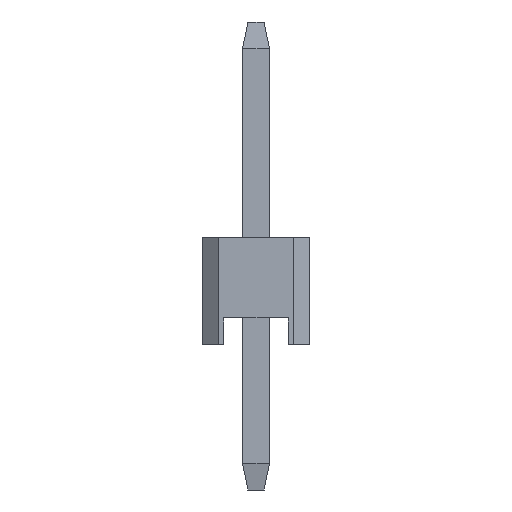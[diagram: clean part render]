
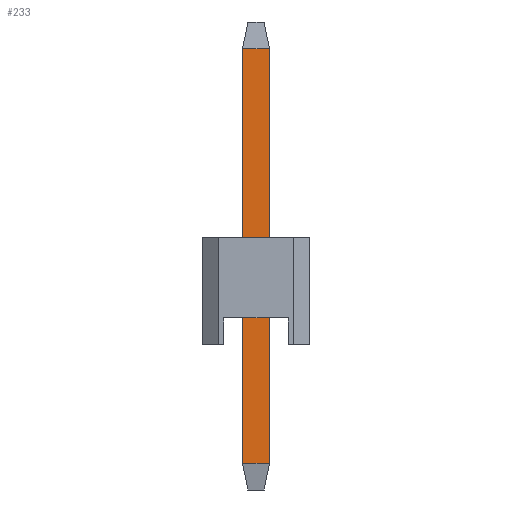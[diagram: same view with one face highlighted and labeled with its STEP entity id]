
A CAD part, left-side view. The second image highlights one B-rep face of the part: STEP entity #233.
In plain terms, the highlighted planar face has unit normal (-1, 0, 0).
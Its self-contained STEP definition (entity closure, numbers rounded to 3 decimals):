
#233=ADVANCED_FACE('',(#657),#6357,.T.);
#657=FACE_OUTER_BOUND('',#1081,.T.);
#1081=EDGE_LOOP('',(#1540,#1541,#1542,#1543));
#1540=ORIENTED_EDGE('',*,*,#3625,.F.);
#1541=ORIENTED_EDGE('',*,*,#3626,.F.);
#1542=ORIENTED_EDGE('',*,*,#3627,.F.);
#1543=ORIENTED_EDGE('',*,*,#3624,.F.);
#3624=EDGE_CURVE('',#5708,#5709,#4666,.T.);
#3625=EDGE_CURVE('',#5710,#5708,#4667,.T.);
#3626=EDGE_CURVE('',#5711,#5710,#4668,.T.);
#3627=EDGE_CURVE('',#5709,#5711,#4669,.T.);
#4666=B_SPLINE_CURVE_WITH_KNOTS('',1,(#7692,#7693),.UNSPECIFIED.,.F.,.F.,
(2,2),(-7.7,0.),.UNSPECIFIED.);
#4667=B_SPLINE_CURVE_WITH_KNOTS('',1,(#7694,#7695),.UNSPECIFIED.,.F.,.F.,
(2,2),(-0.5,0.),.UNSPECIFIED.);
#4668=B_SPLINE_CURVE_WITH_KNOTS('',1,(#7696,#7697),.UNSPECIFIED.,.F.,.F.,
(2,2),(-7.7,0.),.UNSPECIFIED.);
#4669=B_SPLINE_CURVE_WITH_KNOTS('',1,(#7698,#7699),.UNSPECIFIED.,.F.,.F.,
(2,2),(-0.5,0.),.UNSPECIFIED.);
#5708=VERTEX_POINT('',#7672);
#5709=VERTEX_POINT('',#7673);
#5710=VERTEX_POINT('',#7674);
#5711=VERTEX_POINT('',#7675);
#6357=PLANE('',#6801);
#6801=AXIS2_PLACEMENT_3D('',#7655,#7228,$);
#7228=DIRECTION('',(-1.,0.,0.));
#7655=CARTESIAN_POINT('',(-0.25,79.04,6.34));
#7672=CARTESIAN_POINT('',(-0.25,79.75,5.51));
#7673=CARTESIAN_POINT('',(-0.25,79.75,-2.19));
#7674=CARTESIAN_POINT('',(-0.25,80.25,5.51));
#7675=CARTESIAN_POINT('',(-0.25,80.25,-2.19));
#7692=CARTESIAN_POINT('',(-0.25,79.75,5.51));
#7693=CARTESIAN_POINT('',(-0.25,79.75,-2.19));
#7694=CARTESIAN_POINT('',(-0.25,80.25,5.51));
#7695=CARTESIAN_POINT('',(-0.25,79.75,5.51));
#7696=CARTESIAN_POINT('',(-0.25,80.25,-2.19));
#7697=CARTESIAN_POINT('',(-0.25,80.25,5.51));
#7698=CARTESIAN_POINT('',(-0.25,79.75,-2.19));
#7699=CARTESIAN_POINT('',(-0.25,80.25,-2.19));
